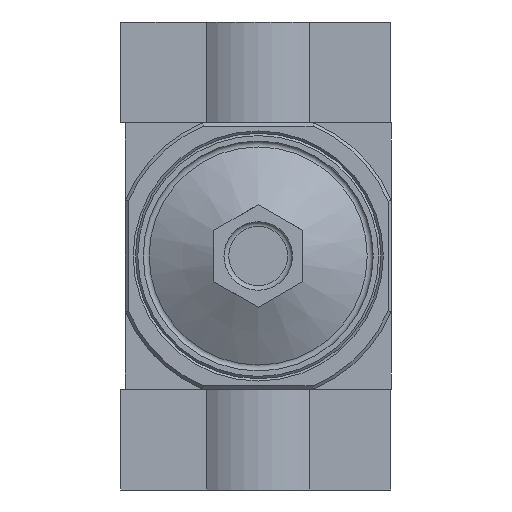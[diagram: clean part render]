
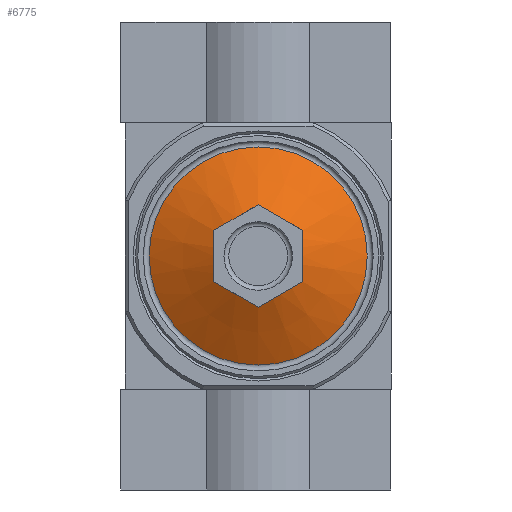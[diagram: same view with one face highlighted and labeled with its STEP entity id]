
A CAD part, front view. The second image highlights one B-rep face of the part: STEP entity #6775.
In plain terms, the highlighted conical face has half-angle 62 degrees and reference radius 27.03 mm.
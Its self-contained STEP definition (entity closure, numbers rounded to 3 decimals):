
#107=CONICAL_SURFACE('',#7255,27.031,1.082);
#237=B_SPLINE_CURVE_WITH_KNOTS('',3,(#10201,#10202,#10203,#10204,#10205,
#10206),.UNSPECIFIED.,.F.,.F.,(4,1,1,4),(0.,0.006,
0.01,0.013),.UNSPECIFIED.);
#238=B_SPLINE_CURVE_WITH_KNOTS('',3,(#10209,#10210,#10211,#10212,#10213,
#10214),.UNSPECIFIED.,.F.,.F.,(4,1,1,4),(0.,0.006,
0.01,0.013),.UNSPECIFIED.);
#239=B_SPLINE_CURVE_WITH_KNOTS('',3,(#10216,#10217,#10218,#10219,#10220,
#10221),.UNSPECIFIED.,.F.,.F.,(4,1,1,4),(0.016,0.023,
0.026,0.029),.UNSPECIFIED.);
#240=B_SPLINE_CURVE_WITH_KNOTS('',3,(#10223,#10224,#10225,#10226,#10227,
#10228),.UNSPECIFIED.,.F.,.F.,(4,1,1,4),(0.,0.006,
0.01,0.013),.UNSPECIFIED.);
#241=B_SPLINE_CURVE_WITH_KNOTS('',3,(#10230,#10231,#10232,#10233,#10234,
#10235),.UNSPECIFIED.,.F.,.F.,(4,1,1,4),(0.,0.006,
0.01,0.013),.UNSPECIFIED.);
#242=B_SPLINE_CURVE_WITH_KNOTS('',3,(#10237,#10238,#10239,#10240,#10241,
#10242),.UNSPECIFIED.,.F.,.F.,(4,1,1,4),(0.016,0.023,
0.026,0.029),.UNSPECIFIED.);
#1327=ORIENTED_EDGE('',*,*,#2706,.F.);
#1328=ORIENTED_EDGE('',*,*,#2707,.F.);
#1329=ORIENTED_EDGE('',*,*,#2708,.F.);
#1330=ORIENTED_EDGE('',*,*,#2709,.F.);
#1331=ORIENTED_EDGE('',*,*,#2710,.F.);
#1332=ORIENTED_EDGE('',*,*,#2711,.F.);
#1333=ORIENTED_EDGE('',*,*,#2712,.T.);
#2706=EDGE_CURVE('',#3355,#3356,#237,.T.);
#2707=EDGE_CURVE('',#3357,#3355,#238,.T.);
#2708=EDGE_CURVE('',#3358,#3357,#239,.T.);
#2709=EDGE_CURVE('',#3359,#3358,#240,.T.);
#2710=EDGE_CURVE('',#3360,#3359,#241,.T.);
#2711=EDGE_CURVE('',#3356,#3360,#242,.T.);
#2712=EDGE_CURVE('',#3361,#3361,#3818,.T.);
#3355=VERTEX_POINT('',#10207);
#3356=VERTEX_POINT('',#10208);
#3357=VERTEX_POINT('',#10215);
#3358=VERTEX_POINT('',#10222);
#3359=VERTEX_POINT('',#10229);
#3360=VERTEX_POINT('',#10236);
#3361=VERTEX_POINT('',#10244);
#3818=CIRCLE('',#7256,27.031);
#4123=EDGE_LOOP('',(#1327,#1328,#1329,#1330,#1331,#1332));
#4124=EDGE_LOOP('',(#1333));
#4640=FACE_BOUND('',#4123,.T.);
#4641=FACE_BOUND('',#4124,.T.);
#6775=ADVANCED_FACE('',(#4640,#4641),#107,.T.);
#7255=AXIS2_PLACEMENT_3D('',#10200,#8180,#8181);
#7256=AXIS2_PLACEMENT_3D('',#10243,#8182,#8183);
#8180=DIRECTION('',(0.,1.,0.));
#8181=DIRECTION('',(0.,0.,1.));
#8182=DIRECTION('',(0.,-1.,0.));
#8183=DIRECTION('',(0.,0.,-1.));
#10200=CARTESIAN_POINT('',(0.,-28.876,0.));
#10201=CARTESIAN_POINT('',(12.702,-36.495,0.));
#10202=CARTESIAN_POINT('',(11.662,-37.048,1.802));
#10203=CARTESIAN_POINT('',(10.073,-37.574,4.554));
#10204=CARTESIAN_POINT('',(7.917,-37.228,8.287));
#10205=CARTESIAN_POINT('',(6.871,-36.772,10.098));
#10206=CARTESIAN_POINT('',(6.351,-36.495,11.));
#10207=CARTESIAN_POINT('',(12.702,-36.495,0.));
#10208=CARTESIAN_POINT('',(6.351,-36.495,11.));
#10209=CARTESIAN_POINT('',(6.351,-36.495,-11.));
#10210=CARTESIAN_POINT('',(7.391,-37.048,-9.198));
#10211=CARTESIAN_POINT('',(8.98,-37.574,-6.446));
#10212=CARTESIAN_POINT('',(11.135,-37.228,-2.713));
#10213=CARTESIAN_POINT('',(12.181,-36.772,-0.902));
#10214=CARTESIAN_POINT('',(12.702,-36.495,0.));
#10215=CARTESIAN_POINT('',(6.351,-36.495,-11.));
#10216=CARTESIAN_POINT('',(-6.351,-36.495,-11.));
#10217=CARTESIAN_POINT('',(-4.278,-37.046,-11.));
#10218=CARTESIAN_POINT('',(-1.115,-37.574,-11.));
#10219=CARTESIAN_POINT('',(3.23,-37.227,-11.));
#10220=CARTESIAN_POINT('',(5.315,-36.771,-11.));
#10221=CARTESIAN_POINT('',(6.351,-36.495,-11.));
#10222=CARTESIAN_POINT('',(-6.351,-36.495,-11.));
#10223=CARTESIAN_POINT('',(-12.702,-36.495,0.));
#10224=CARTESIAN_POINT('',(-11.662,-37.048,-1.802));
#10225=CARTESIAN_POINT('',(-10.073,-37.574,-4.554));
#10226=CARTESIAN_POINT('',(-7.917,-37.228,-8.287));
#10227=CARTESIAN_POINT('',(-6.871,-36.772,-10.098));
#10228=CARTESIAN_POINT('',(-6.351,-36.495,-11.));
#10229=CARTESIAN_POINT('',(-12.702,-36.495,0.));
#10230=CARTESIAN_POINT('',(-6.351,-36.495,11.));
#10231=CARTESIAN_POINT('',(-7.391,-37.048,9.198));
#10232=CARTESIAN_POINT('',(-8.98,-37.574,6.446));
#10233=CARTESIAN_POINT('',(-11.135,-37.228,2.713));
#10234=CARTESIAN_POINT('',(-12.181,-36.772,0.902));
#10235=CARTESIAN_POINT('',(-12.702,-36.495,0.));
#10236=CARTESIAN_POINT('',(-6.351,-36.495,11.));
#10237=CARTESIAN_POINT('',(6.351,-36.495,11.));
#10238=CARTESIAN_POINT('',(4.278,-37.046,11.));
#10239=CARTESIAN_POINT('',(1.115,-37.574,11.));
#10240=CARTESIAN_POINT('',(-3.23,-37.227,11.));
#10241=CARTESIAN_POINT('',(-5.315,-36.771,11.));
#10242=CARTESIAN_POINT('',(-6.351,-36.495,11.));
#10243=CARTESIAN_POINT('',(0.,-28.876,0.));
#10244=CARTESIAN_POINT('',(0.,-28.876,-27.031));
